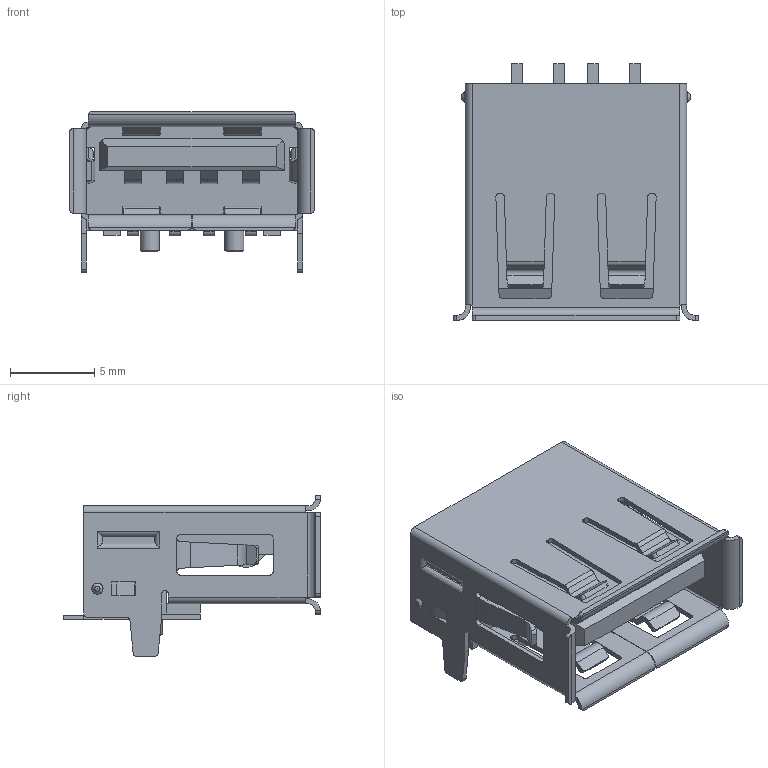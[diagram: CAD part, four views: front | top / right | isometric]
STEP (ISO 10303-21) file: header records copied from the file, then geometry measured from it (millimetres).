
FILE_DESCRIPTION(/* description */ ('Unknown'),/* implementation_level */ '2;1');
FILE_NAME(/* name */ '629104151021',/* time_stamp */ '2016-02-16T09:47:59+01:00',/* author */ ('Unknown'),/* organization */ ('Unknown'),/* preprocessor_version */ 'ST-DEVELOPER v16',/* originating_system */ 'DEX',/* authorisation */ $);
FILE_SCHEMA (('AUTOMOTIVE_DESIGN {1 0 10303 214 3 1 1}'));
Length unit declared in the file: millimetre
Products named in the file (4): 629104151021; 629104151021_Shielding
Assembly tree (6 placements, depth 2):
  629104151021
    629104151021
    629104151021  x4
    629104151021_Shielding
Bounding box: 14.5 x 15.2 x 9.5 mm (x, y, z)
Volume: 575.8 mm3; surface area: 1973.3 mm2
Topology: 6 solids, 6 shells, 631 faces, 1749 edges, 1133 vertices
Faces by surface type: plane 437, cylinder 178, bspline 8, cone 4, torus 4
Full cylindrical faces by diameter (mm): 0.05 x2, 0.65 x2, 1.15 x2, 1.3 x2
Entity records: 16176 total; most frequent: CARTESIAN_POINT 2939, ORIENTED_EDGE 2718, DIRECTION 2594, EDGE_CURVE 1359, LINE 1046, VECTOR 1046, VERTEX_POINT 891, AXIS2_PLACEMENT_3D 774
